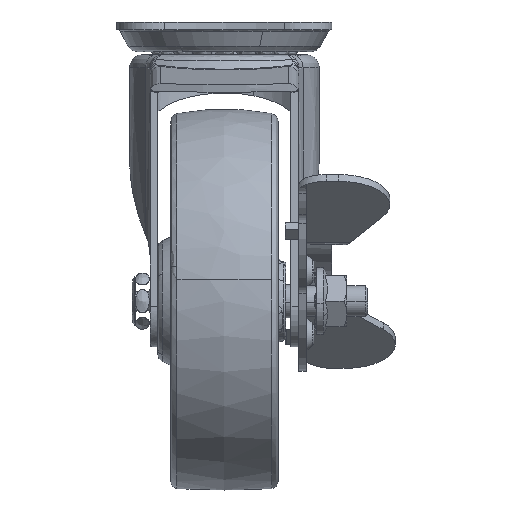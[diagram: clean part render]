
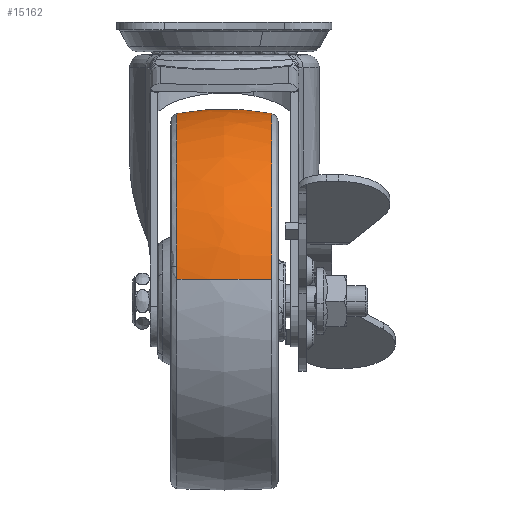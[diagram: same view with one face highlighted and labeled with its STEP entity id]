
A CAD part, left-side view. The second image highlights one B-rep face of the part: STEP entity #15162.
In plain terms, the highlighted free-form (B-spline) face has degree [2, 2] with [5, 3] control points.
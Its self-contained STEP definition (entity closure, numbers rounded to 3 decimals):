
#14070=CARTESIAN_POINT('',(-29.0,-9.278,-16.368));
#14071=VERTEX_POINT('',#14070);
#14085=CARTESIAN_POINT('',(-65.387,-9.278,-48.77));
#14086=VERTEX_POINT('',#14085);
#14087=CARTESIAN_POINT('',(-29.0,-9.278,-16.368));
#14088=CARTESIAN_POINT('',(-61.62,-9.278,-16.368));
#14089=CARTESIAN_POINT('',(-65.387,-9.278,-48.77));
#14097=(BOUNDED_CURVE()B_SPLINE_CURVE(2,(#14087,#14088,#14089),.UNSPECIFIED.,.F.,.U.)B_SPLINE_CURVE_WITH_KNOTS((3,3),(0.5,0.73),.UNSPECIFIED.)CURVE()GEOMETRIC_REPRESENTATION_ITEM()RATIONAL_B_SPLINE_CURVE((1.0,0.731,0.957))REPRESENTATION_ITEM(''));
#14098=EDGE_CURVE('',#14071,#14086,#14097,.T.);
#14165=CARTESIAN_POINT('',(-29.0,9.278,-16.368));
#14166=VERTEX_POINT('',#14165);
#14229=CARTESIAN_POINT('',(-64.983,9.278,-46.136));
#14230=VERTEX_POINT('',#14229);
#14244=CARTESIAN_POINT('',(-29.0,9.278,-16.368));
#14245=CARTESIAN_POINT('',(-59.304,9.278,-16.368));
#14246=CARTESIAN_POINT('',(-64.983,9.278,-46.136));
#14254=(BOUNDED_CURVE()B_SPLINE_CURVE(2,(#14244,#14245,#14246),.UNSPECIFIED.,.F.,.U.)B_SPLINE_CURVE_WITH_KNOTS((3,3),(0.5,0.718),.UNSPECIFIED.)CURVE()GEOMETRIC_REPRESENTATION_ITEM()RATIONAL_B_SPLINE_CURVE((1.0,0.745,0.934))REPRESENTATION_ITEM(''));
#14255=EDGE_CURVE('',#14166,#14230,#14254,.T.);
#14298=CARTESIAN_POINT('',(-65.387,9.278,-48.77));
#14299=VERTEX_POINT('',#14298);
#14315=CARTESIAN_POINT('',(-64.983,9.278,-46.136));
#14316=CARTESIAN_POINT('',(-65.233,9.278,-47.446));
#14317=CARTESIAN_POINT('',(-65.387,9.278,-48.77));
#14325=(BOUNDED_CURVE()B_SPLINE_CURVE(2,(#14315,#14316,#14317),.UNSPECIFIED.,.F.,.U.)B_SPLINE_CURVE_WITH_KNOTS((3,3),(0.718,0.73),.UNSPECIFIED.)CURVE()GEOMETRIC_REPRESENTATION_ITEM()RATIONAL_B_SPLINE_CURVE((0.934,0.945,0.957))REPRESENTATION_ITEM(''));
#14326=EDGE_CURVE('',#14230,#14299,#14325,.T.);
#15093=CARTESIAN_POINT('',(-65.387,-9.278,-48.77));
#15094=CARTESIAN_POINT('',(-66.249,-4.68,-48.67));
#15095=CARTESIAN_POINT('',(-66.249,0.,-48.67));
#15096=CARTESIAN_POINT('',(-66.249,4.68,-48.67));
#15097=CARTESIAN_POINT('',(-65.387,9.278,-48.77));
#15105=(BOUNDED_CURVE()B_SPLINE_CURVE(2,(#15093,#15094,#15095,#15096,#15097),.UNSPECIFIED.,.F.,.U.)B_SPLINE_CURVE_WITH_KNOTS((3,2,3),(0.426,0.5,0.574),.UNSPECIFIED.)CURVE()GEOMETRIC_REPRESENTATION_ITEM()RATIONAL_B_SPLINE_CURVE((0.906,0.927,0.957,0.927,0.906))REPRESENTATION_ITEM(''));
#15106=EDGE_CURVE('',#14086,#14299,#15105,.T.);
#15111=CARTESIAN_POINT('',(-29.0,-9.278,-16.368));
#15112=CARTESIAN_POINT('',(-29.0,-4.68,-15.5));
#15113=CARTESIAN_POINT('',(-29.0,0.,-15.5));
#15114=CARTESIAN_POINT('',(-29.,4.68,-15.5));
#15115=CARTESIAN_POINT('',(-29.,9.278,-16.368));
#15123=(BOUNDED_CURVE()B_SPLINE_CURVE(2,(#15111,#15112,#15113,#15114,#15115),.UNSPECIFIED.,.F.,.U.)B_SPLINE_CURVE_WITH_KNOTS((3,2,3),(0.426,0.5,0.574),.UNSPECIFIED.)CURVE()GEOMETRIC_REPRESENTATION_ITEM()RATIONAL_B_SPLINE_CURVE((0.947,0.969,1.0,0.969,0.947))REPRESENTATION_ITEM(''));
#15124=EDGE_CURVE('',#14071,#14166,#15123,.T.);
#15132=CARTESIAN_POINT('',(-29.,-10.219,-16.555));
#15133=CARTESIAN_POINT('',(-29.0,-5.164,-15.5));
#15134=CARTESIAN_POINT('',(-29.0,0.,-15.5));
#15135=CARTESIAN_POINT('',(-29.,5.164,-15.5));
#15136=CARTESIAN_POINT('',(-29.,10.219,-16.555));
#15137=CARTESIAN_POINT('',(-61.454,-10.219,-16.555));
#15138=CARTESIAN_POINT('',(-62.393,-5.164,-15.5));
#15139=CARTESIAN_POINT('',(-62.393,0.,-15.5));
#15140=CARTESIAN_POINT('',(-62.393,5.164,-15.5));
#15141=CARTESIAN_POINT('',(-61.454,10.219,-16.555));
#15142=CARTESIAN_POINT('',(-65.201,-10.219,-48.792));
#15143=CARTESIAN_POINT('',(-66.249,-5.164,-48.67));
#15144=CARTESIAN_POINT('',(-66.249,0.,-48.67));
#15145=CARTESIAN_POINT('',(-66.249,5.164,-48.67));
#15146=CARTESIAN_POINT('',(-65.201,10.219,-48.792));
#15154=(BOUNDED_SURFACE()B_SPLINE_SURFACE(2,2,((#15132,#15137,#15142),(#15133,#15138,#15143),(#15134,#15139,#15144),(#15135,#15140,#15145),(#15136,#15141,#15146)),.UNSPECIFIED.,.F.,.F.,.U.)B_SPLINE_SURFACE_WITH_KNOTS((3,2,3),(3,3),(0.0,10.58,21.159),(0.0,57.099),.UNSPECIFIED.)GEOMETRIC_REPRESENTATION_ITEM()RATIONAL_B_SPLINE_SURFACE(((0.943,0.689,0.902),(0.966,0.706,0.924),(1.0,0.731,0.957),(0.966,0.706,0.924),(0.943,0.689,0.902)))REPRESENTATION_ITEM('')SURFACE());
#15155=ORIENTED_EDGE('',*,*,#14098,.F.);
#15156=ORIENTED_EDGE('',*,*,#15124,.T.);
#15157=ORIENTED_EDGE('',*,*,#14255,.T.);
#15158=ORIENTED_EDGE('',*,*,#14326,.T.);
#15159=ORIENTED_EDGE('',*,*,#15106,.F.);
#15160=EDGE_LOOP('',(#15155,#15156,#15157,#15158,#15159));
#15161=FACE_OUTER_BOUND('',#15160,.T.);
#15162=ADVANCED_FACE('',(#15161),#15154,.T.);
